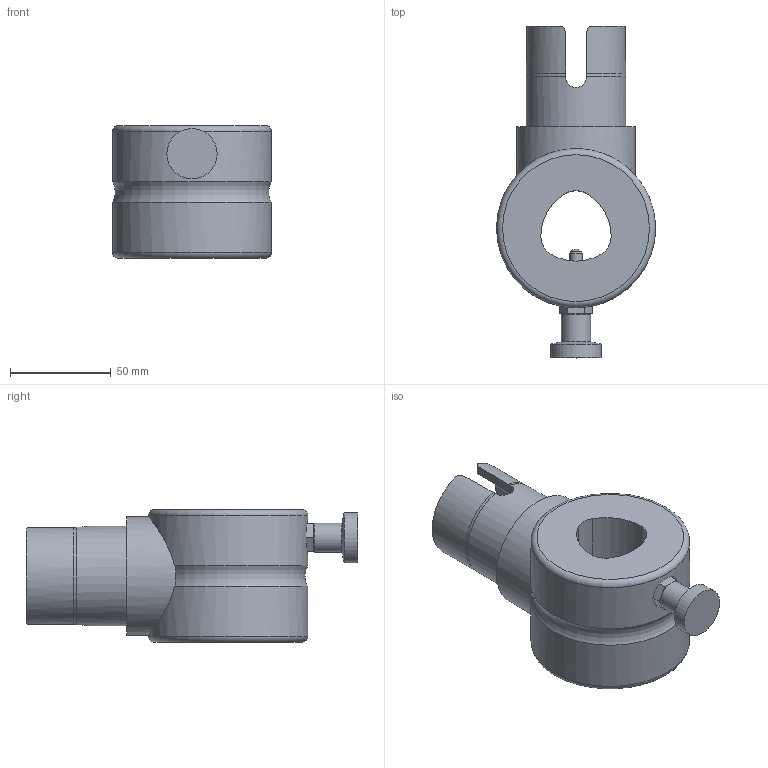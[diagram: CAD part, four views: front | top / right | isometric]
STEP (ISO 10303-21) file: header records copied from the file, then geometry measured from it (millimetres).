
FILE_DESCRIPTION(/* description */ (''),/* implementation_level */ '2;1');
FILE_NAME(/* name */ '10000929157nxv000_01_214.stp',/* time_stamp */ '2022-01-26T15:28:56+01:00',/* author */ (''),/* organization */ (''),/* preprocessor_version */ 'ST-DEVELOPER v16.7',/* originating_system */ 'SIEMENS PLM Software NX 12.0',/* authorisation */ '');
FILE_SCHEMA (('AUTOMOTIVE_DESIGN { 1 0 10303 214 3 1 1 1 }'));
Length unit declared in the file: millimetre
Products named in the file (1): 10000929157nxv000_01
Bounding box: 79 x 165 x 66 mm (x, y, z)
Volume: 317517.5 mm3; surface area: 48636.4 mm2
Topology: 1 solids, 1 shells, 62 faces, 162 edges, 108 vertices
Faces by surface type: cylinder 29, plane 23, cone 5, torus 4, sphere 1
Full cylindrical faces by diameter (mm): 6 x1, 9.57 x1, 14.5 x1, 17 x1, 25 x1, 40.5 x1, 44 x1, 49.5 x1, 59 x1, 79 x2
Entity records: 1975 total; most frequent: CARTESIAN_POINT 584, DIRECTION 286, ORIENTED_EDGE 260, EDGE_CURVE 130, AXIS2_PLACEMENT_3D 123, VERTEX_POINT 94, EDGE_LOOP 88, ADVANCED_FACE 62
